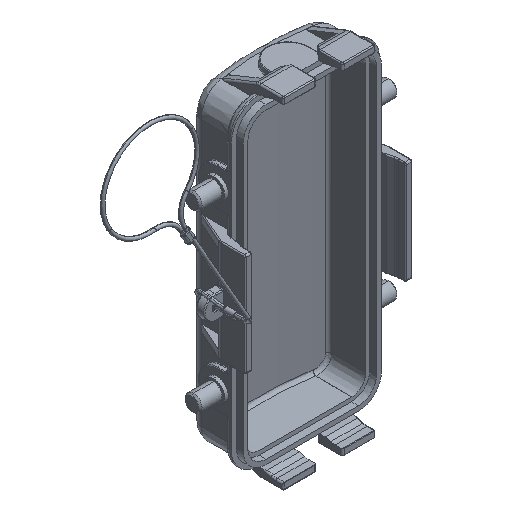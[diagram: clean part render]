
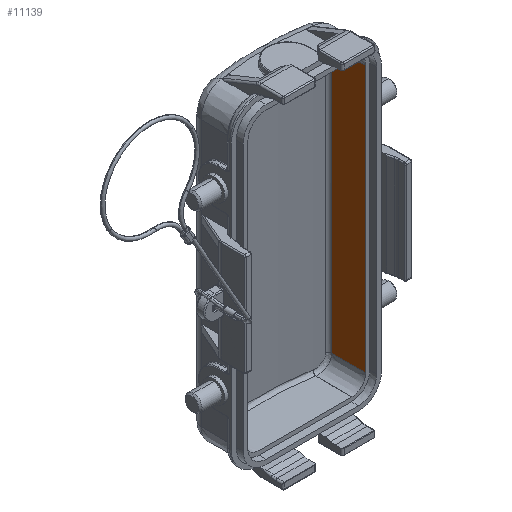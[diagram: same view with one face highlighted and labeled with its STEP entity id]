
A CAD part, isometric view. The second image highlights one B-rep face of the part: STEP entity #11139.
In plain terms, the highlighted planar face has unit normal (-1, -0.009, 0).
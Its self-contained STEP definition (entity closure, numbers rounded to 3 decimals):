
#2133 = CARTESIAN_POINT ( 'NONE',  ( 17.464, 1.814, -38.7 ) ) ;
#2425 = LINE ( 'NONE', #2525, #2524 ) ;
#2523 = DIRECTION ( 'NONE',  ( 0.009, -1., 0. ) ) ;
#2524 = VECTOR ( 'NONE', #2523, 1000. ) ;
#2525 = CARTESIAN_POINT ( 'NONE',  ( 4372.187, -499000., -38.7 ) ) ;
#2530 = CARTESIAN_POINT ( 'NONE',  ( 17.55, -8., -38.7 ) ) ;
#10479 = VERTEX_POINT ( 'NONE', #2133 ) ;
#10549 = EDGE_CURVE ( 'NONE', #10479, #10703, #2425, .T. ) ;
#10703 = VERTEX_POINT ( 'NONE', #2530 ) ;
#11126 = EDGE_CURVE ( 'NONE', #11322, #11361, #19260, .T. ) ;
#11139 = ADVANCED_FACE ( 'NONE', ( #19310 ), #19274, .F. ) ;
#11145 = EDGE_CURVE ( 'NONE', #11361, #10703, #19303, .T. ) ;
#11171 = EDGE_CURVE ( 'NONE', #10479, #11322, #15650, .T. ) ;
#11198 = ORIENTED_EDGE ( 'NONE', *, *, #11145, .F. ) ;
#11322 = VERTEX_POINT ( 'NONE', #17481 ) ;
#11361 = VERTEX_POINT ( 'NONE', #17489 ) ;
#11471 = ORIENTED_EDGE ( 'NONE', *, *, #10549, .T. ) ;
#11503 = EDGE_LOOP ( 'NONE', ( #11198, #11513, #11514, #11471 ) ) ;
#11513 = ORIENTED_EDGE ( 'NONE', *, *, #11126, .F. ) ;
#11514 = ORIENTED_EDGE ( 'NONE', *, *, #11171, .F. ) ;
#15622 = DIRECTION ( 'NONE',  ( 0., 0., 1. ) ) ;
#15623 = VECTOR ( 'NONE', #15622, 1000. ) ;
#15624 = CARTESIAN_POINT ( 'NONE',  ( 17.464, 1.814, -47.61 ) ) ;
#15650 = LINE ( 'NONE', #15624, #15623 ) ;
#17481 = CARTESIAN_POINT ( 'NONE',  ( 17.464, 1.814, 38.7 ) ) ;
#17489 = CARTESIAN_POINT ( 'NONE',  ( 17.55, -8., 38.7 ) ) ;
#19204 = DIRECTION ( 'NONE',  ( -0.009, 1., 0. ) ) ;
#19205 = DIRECTION ( 'NONE',  ( 1., 0.009, 0. ) ) ;
#19239 = DIRECTION ( 'NONE',  ( 0., 0., -1. ) ) ;
#19240 = VECTOR ( 'NONE', #19239, 1000. ) ;
#19252 = CARTESIAN_POINT ( 'NONE',  ( 17.55, -8., -47.61 ) ) ;
#19257 = DIRECTION ( 'NONE',  ( 0.009, -1., 0. ) ) ;
#19260 = LINE ( 'NONE', #19265, #19344 ) ;
#19265 = CARTESIAN_POINT ( 'NONE',  ( 17.55, -8., 38.7 ) ) ;
#19274 = PLANE ( 'NONE',  #19304 ) ;
#19301 = CARTESIAN_POINT ( 'NONE',  ( 17.55, -8., 0. ) ) ;
#19303 = LINE ( 'NONE', #19301, #19240 ) ;
#19304 = AXIS2_PLACEMENT_3D ( 'NONE', #19252, #19205, #19204 ) ;
#19310 = FACE_OUTER_BOUND ( 'NONE', #11503, .T. ) ;
#19344 = VECTOR ( 'NONE', #19257, 1000. ) ;
